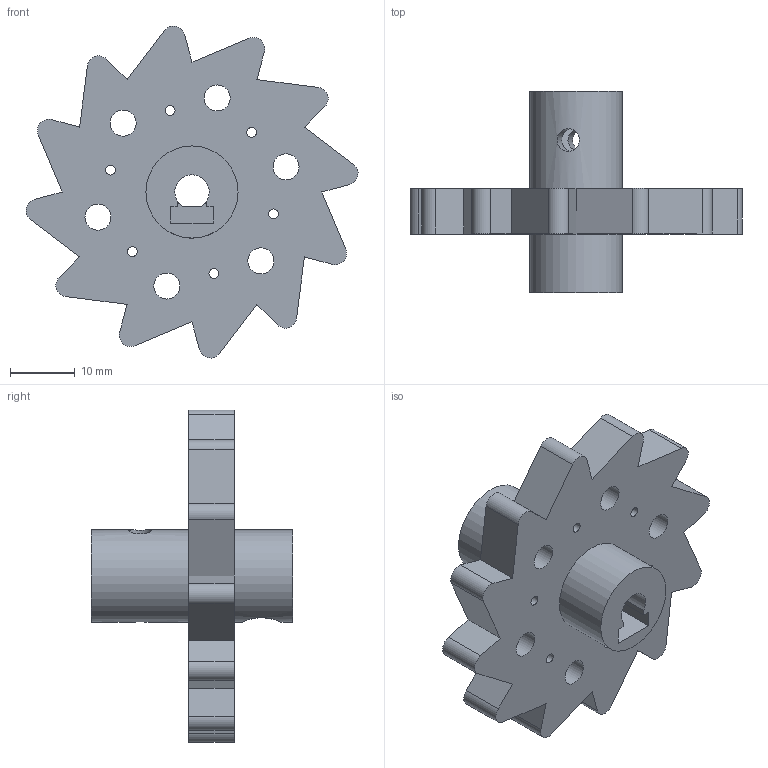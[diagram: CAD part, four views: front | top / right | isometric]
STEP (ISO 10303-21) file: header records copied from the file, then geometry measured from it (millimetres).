
FILE_DESCRIPTION(/* description */ (''),/* implementation_level */ '2;1');
FILE_NAME(/* name */ 'Gear.step',/* time_stamp */ '2018-11-08T23:20:51-05:00',/* author */ ('will.donaldson22'),/* organization */ (''),/* preprocessor_version */ 'ST-DEVELOPER v17.2',/* originating_system */ 'Autodesk Translation Framework v7.6.0.251',/* authorisation */ '');
FILE_SCHEMA (('AUTOMOTIVE_DESIGN { 1 0 10303 214 3 1 1 }'));
Length unit declared in the file: millimetre
Products named in the file (1): Gear
Bounding box: 51.16 x 31 x 51.16 mm (x, y, z)
Volume: 13746 mm3; surface area: 7119.5 mm2
Topology: 1 solids, 1 shells, 71 faces, 197 edges, 132 vertices
Faces by surface type: plane 39, cylinder 32
Full cylindrical faces by diameter (mm): 1.5 x6, 3 x1, 3.5 x2, 4 x6, 6 x1, 6.6 x1, 14.2 x2
Entity records: 2545 total; most frequent: CARTESIAN_POINT 568, DIRECTION 395, ORIENTED_EDGE 394, EDGE_CURVE 197, AXIS2_PLACEMENT_3D 133, VERTEX_POINT 132, LINE 129, VECTOR 129
